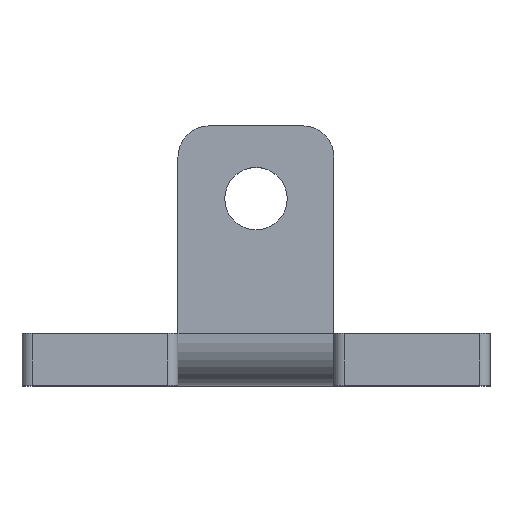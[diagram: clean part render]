
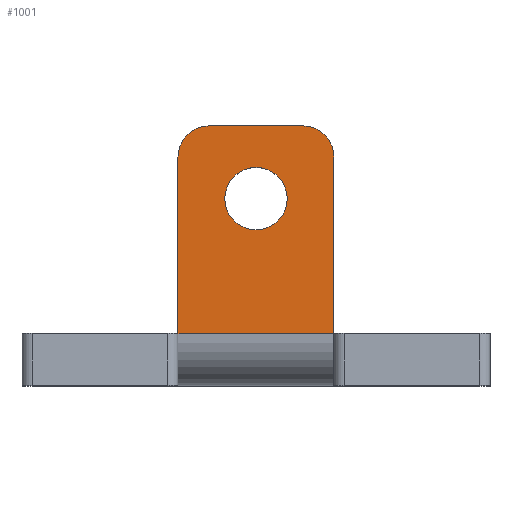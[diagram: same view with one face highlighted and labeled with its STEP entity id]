
A CAD part, top view. The second image highlights one B-rep face of the part: STEP entity #1001.
In plain terms, the highlighted planar face has unit normal (0, 0, 1).
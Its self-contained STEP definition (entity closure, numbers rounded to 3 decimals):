
#3 = VERTEX_POINT ( 'NONE', #277 ) ;
#4 = CARTESIAN_POINT ( 'NONE',  ( 15., 22., -20. ) ) ;
#11 = DIRECTION ( 'NONE',  ( 0., 0., 1. ) ) ;
#13 = CARTESIAN_POINT ( 'NONE',  ( 30., 22., -20. ) ) ;
#14 = CARTESIAN_POINT ( 'NONE',  ( 15., 5., -20. ) ) ;
#24 = CARTESIAN_POINT ( 'NONE',  ( 19.5, 18., -20. ) ) ;
#30 = VERTEX_POINT ( 'NONE', #13 ) ;
#63 = VERTEX_POINT ( 'NONE', #14 ) ;
#116 = CARTESIAN_POINT ( 'NONE',  ( 15., 25., -20. ) ) ;
#131 = CARTESIAN_POINT ( 'NONE',  ( 18., 22., -20. ) ) ;
#146 = DIRECTION ( 'NONE',  ( -1., 0., 0. ) ) ;
#156 = VERTEX_POINT ( 'NONE', #4 ) ;
#164 = DIRECTION ( 'NONE',  ( 0., -1., 0. ) ) ;
#169 = VERTEX_POINT ( 'NONE', #24 ) ;
#180 = CARTESIAN_POINT ( 'NONE',  ( -22.956, 25., -20. ) ) ;
#185 = DIRECTION ( 'NONE',  ( 1., 0., 0. ) ) ;
#189 = VERTEX_POINT ( 'NONE', #297 ) ;
#198 = VERTEX_POINT ( 'NONE', #301 ) ;
#203 = DIRECTION ( 'NONE',  ( 0., 0., -1. ) ) ;
#206 = DIRECTION ( 'NONE',  ( -1., 0., 0. ) ) ;
#221 = DIRECTION ( 'NONE',  ( 1., 0., 0. ) ) ;
#227 = DIRECTION ( 'NONE',  ( -1., 0., 0. ) ) ;
#228 = DIRECTION ( 'NONE',  ( 0., 0., 1. ) ) ;
#229 = CARTESIAN_POINT ( 'NONE',  ( -22.956, 5., -20. ) ) ;
#235 = VERTEX_POINT ( 'NONE', #308 ) ;
#236 = CARTESIAN_POINT ( 'NONE',  ( 27., 22., -20. ) ) ;
#237 = DIRECTION ( 'NONE',  ( 0., -1., 0. ) ) ;
#244 = CARTESIAN_POINT ( 'NONE',  ( 30., 25., -20. ) ) ;
#259 = CARTESIAN_POINT ( 'NONE',  ( 22.5, 18., -20. ) ) ;
#277 = CARTESIAN_POINT ( 'NONE',  ( 27., 25., -20. ) ) ;
#297 = CARTESIAN_POINT ( 'NONE',  ( 25.5, 18., -20. ) ) ;
#301 = CARTESIAN_POINT ( 'NONE',  ( 30., 5., -20. ) ) ;
#308 = CARTESIAN_POINT ( 'NONE',  ( 18., 25., -20. ) ) ;
#319 = CARTESIAN_POINT ( 'NONE',  ( -22.956, 25., -20. ) ) ;
#323 = PLANE ( 'NONE',  #939 ) ;
#328 = DIRECTION ( 'NONE',  ( 0., 0., -1. ) ) ;
#329 = DIRECTION ( 'NONE',  ( -1., 0., 0. ) ) ;
#432 = CARTESIAN_POINT ( 'NONE',  ( 22.5, 18., -20. ) ) ;
#438 = EDGE_CURVE ( 'NONE', #235, #156, #671, .T. ) ;
#439 = EDGE_CURVE ( 'NONE', #156, #63, #672, .T. ) ;
#440 = EDGE_CURVE ( 'NONE', #235, #3, #670, .T. ) ;
#441 = EDGE_CURVE ( 'NONE', #169, #189, #667, .T. ) ;
#452 = DIRECTION ( 'NONE',  ( -1., 0., 0. ) ) ;
#453 = DIRECTION ( 'NONE',  ( 0., 0., -1. ) ) ;
#510 = EDGE_CURVE ( 'NONE', #30, #198, #656, .T. ) ;
#514 = EDGE_CURVE ( 'NONE', #30, #3, #648, .T. ) ;
#522 = FACE_OUTER_BOUND ( 'NONE', #831, .T. ) ;
#524 = FACE_BOUND ( 'NONE', #585, .T. ) ;
#530 = EDGE_CURVE ( 'NONE', #63, #198, #647, .T. ) ;
#585 = EDGE_LOOP ( 'NONE', ( #820, #819 ) ) ;
#647 = LINE ( 'NONE', #229, #653 ) ;
#648 = CIRCLE ( 'NONE', #1055, 3. ) ;
#653 = VECTOR ( 'NONE', #221, 1000. ) ;
#656 = LINE ( 'NONE', #244, #663 ) ;
#663 = VECTOR ( 'NONE', #237, 1000. ) ;
#667 = CIRCLE ( 'NONE', #1054, 3. ) ;
#669 = VECTOR ( 'NONE', #185, 1000. ) ;
#670 = LINE ( 'NONE', #180, #669 ) ;
#671 = CIRCLE ( 'NONE', #1056, 3. ) ;
#672 = LINE ( 'NONE', #116, #676 ) ;
#676 = VECTOR ( 'NONE', #164, 1000. ) ;
#812 = ORIENTED_EDGE ( 'NONE', *, *, #514, .T. ) ;
#813 = ORIENTED_EDGE ( 'NONE', *, *, #510, .F. ) ;
#814 = ORIENTED_EDGE ( 'NONE', *, *, #530, .T. ) ;
#816 = ORIENTED_EDGE ( 'NONE', *, *, #439, .T. ) ;
#817 = ORIENTED_EDGE ( 'NONE', *, *, #438, .T. ) ;
#818 = ORIENTED_EDGE ( 'NONE', *, *, #440, .F. ) ;
#819 = ORIENTED_EDGE ( 'NONE', *, *, #1049, .T. ) ;
#820 = ORIENTED_EDGE ( 'NONE', *, *, #441, .T. ) ;
#831 = EDGE_LOOP ( 'NONE', ( #818, #817, #816, #814, #813, #812 ) ) ;
#939 = AXIS2_PLACEMENT_3D ( 'NONE', #319, #328, #329 ) ;
#952 = AXIS2_PLACEMENT_3D ( 'NONE', #432, #453, #452 ) ;
#1001 = ADVANCED_FACE ( 'NONE', ( #524, #522 ), #323, .F. ) ;
#1049 = EDGE_CURVE ( 'NONE', #189, #169, #1131, .T. ) ;
#1054 = AXIS2_PLACEMENT_3D ( 'NONE', #259, #203, #206 ) ;
#1055 = AXIS2_PLACEMENT_3D ( 'NONE', #236, #228, #227 ) ;
#1056 = AXIS2_PLACEMENT_3D ( 'NONE', #131, #11, #146 ) ;
#1131 = CIRCLE ( 'NONE', #952, 3. ) ;
